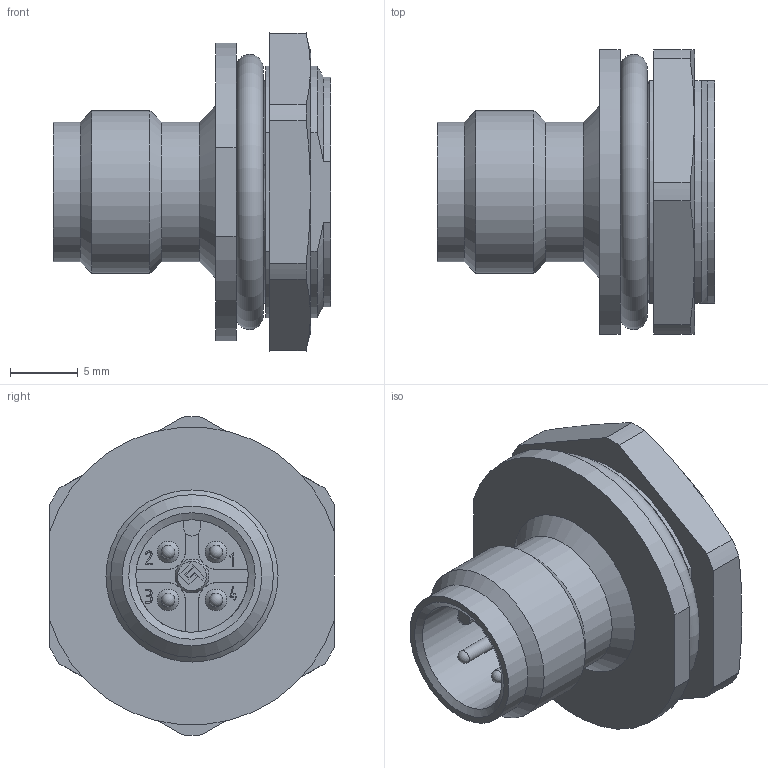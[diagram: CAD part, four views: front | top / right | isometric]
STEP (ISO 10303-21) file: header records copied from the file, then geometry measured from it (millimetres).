
FILE_DESCRIPTION(/* description */ (''),/* implementation_level */ '2;1');
FILE_NAME(/* name */ '09-0435-87-04-001_00.stp',/* time_stamp */ '2012-01-09T14:43:43+01:00',/* author */ (''),/* organization */ (''),/* preprocessor_version */ 'ST-DEVELOPER v11',/* originating_system */ 'UGS - NX 5.0',/* authorisation */ '');
FILE_SCHEMA (('CONFIG_CONTROL_DESIGN'));
Length unit declared in the file: millimetre
Products named in the file (1): kborC67Diuku
Bounding box: 20.5 x 21 x 23.5 mm (x, y, z)
Volume: 2833.5 mm3; surface area: 2800.1 mm2
Topology: 1 solids, 1 shells, 204 faces, 527 edges, 342 vertices
Faces by surface type: plane 100, cylinder 41, extrusion 32, cone 22, sphere 4, torus 3, bspline 2
Full cylindrical faces by diameter (mm): 1 x4, 1.5 x4, 8.3 x1, 10.3 x2, 12 x1, 13.4 x1, 16.3 x1
Entity records: 6836 total; most frequent: CARTESIAN_POINT 2207, ORIENTED_EDGE 938, DIRECTION 838, EDGE_CURVE 469, VERTEX_POINT 321, AXIS2_PLACEMENT_3D 288, VECTOR 262, EDGE_LOOP 258
